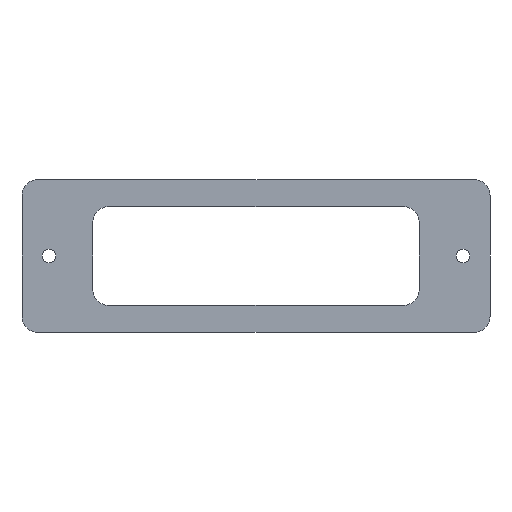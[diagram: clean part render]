
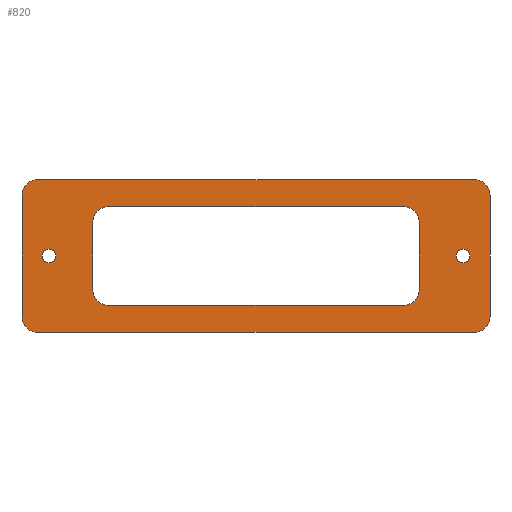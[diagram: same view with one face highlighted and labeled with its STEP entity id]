
A CAD part, top view. The second image highlights one B-rep face of the part: STEP entity #820.
In plain terms, the highlighted planar face has unit normal (0, 0, 1).
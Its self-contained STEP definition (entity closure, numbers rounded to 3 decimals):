
#285=DIRECTION('',(1.,0.,0.));
#286=VECTOR('',#285,92.5);
#287=CARTESIAN_POINT('',(27.25,39.5,2.));
#288=LINE('',#287,#286);
#292=CARTESIAN_POINT('',(27.25,34.5,2.));
#293=DIRECTION('',(0.,0.,-1.));
#294=DIRECTION('',(-1.,0.,0.));
#295=AXIS2_PLACEMENT_3D('',#292,#293,#294);
#300=DIRECTION('',(0.,1.,0.));
#301=VECTOR('',#300,21.);
#302=CARTESIAN_POINT('',(22.25,13.5,2.));
#303=LINE('',#302,#301);
#307=CARTESIAN_POINT('',(27.25,13.5,2.));
#308=DIRECTION('',(0.,0.,-1.));
#309=DIRECTION('',(0.,-1.,0.));
#310=AXIS2_PLACEMENT_3D('',#307,#308,#309);
#315=DIRECTION('',(-1.,0.,0.));
#316=VECTOR('',#315,92.5);
#317=CARTESIAN_POINT('',(119.75,8.5,2.));
#318=LINE('',#317,#316);
#322=CARTESIAN_POINT('',(119.75,13.5,2.));
#323=DIRECTION('',(0.,0.,-1.));
#324=DIRECTION('',(1.,0.,0.));
#325=AXIS2_PLACEMENT_3D('',#322,#323,#324);
#330=DIRECTION('',(0.,-1.,0.));
#331=VECTOR('',#330,21.);
#332=CARTESIAN_POINT('',(124.75,34.5,2.));
#333=LINE('',#332,#331);
#337=CARTESIAN_POINT('',(119.75,34.5,2.));
#338=DIRECTION('',(0.,0.,-1.));
#339=DIRECTION('',(0.,1.,0.));
#340=AXIS2_PLACEMENT_3D('',#337,#338,#339);
#345=CARTESIAN_POINT('',(138.5,24.,2.));
#346=DIRECTION('',(0.,0.,-1.));
#347=DIRECTION('',(-1.,0.,0.));
#348=AXIS2_PLACEMENT_3D('',#345,#346,#347);
#353=CARTESIAN_POINT('',(138.5,24.,2.));
#354=DIRECTION('',(0.,0.,-1.));
#355=DIRECTION('',(1.,0.,0.));
#356=AXIS2_PLACEMENT_3D('',#353,#354,#355);
#361=CARTESIAN_POINT('',(8.5,24.,2.));
#362=DIRECTION('',(0.,0.,-1.));
#363=DIRECTION('',(-1.,0.,0.));
#364=AXIS2_PLACEMENT_3D('',#361,#362,#363);
#369=CARTESIAN_POINT('',(8.5,24.,2.));
#370=DIRECTION('',(0.,0.,-1.));
#371=DIRECTION('',(1.,0.,0.));
#372=AXIS2_PLACEMENT_3D('',#369,#370,#371);
#377=CARTESIAN_POINT('',(142.,5.,2.));
#378=DIRECTION('',(0.,0.,-1.));
#379=DIRECTION('',(1.,0.,0.));
#380=AXIS2_PLACEMENT_3D('',#377,#378,#379);
#385=DIRECTION('',(-1.,0.,0.));
#386=VECTOR('',#385,137.);
#387=CARTESIAN_POINT('',(142.,0.,2.));
#388=LINE('',#387,#386);
#392=CARTESIAN_POINT('',(5.,5.,2.));
#393=DIRECTION('',(0.,0.,-1.));
#394=DIRECTION('',(0.,-1.,0.));
#395=AXIS2_PLACEMENT_3D('',#392,#393,#394);
#400=DIRECTION('',(0.,1.,0.));
#401=VECTOR('',#400,38.);
#402=CARTESIAN_POINT('',(0.,5.,2.));
#403=LINE('',#402,#401);
#407=CARTESIAN_POINT('',(5.,43.,2.));
#408=DIRECTION('',(0.,0.,-1.));
#409=DIRECTION('',(-1.,0.,0.));
#410=AXIS2_PLACEMENT_3D('',#407,#408,#409);
#415=DIRECTION('',(1.,0.,0.));
#416=VECTOR('',#415,137.);
#417=CARTESIAN_POINT('',(5.,48.,2.));
#418=LINE('',#417,#416);
#422=CARTESIAN_POINT('',(142.,43.,2.));
#423=DIRECTION('',(0.,0.,-1.));
#424=DIRECTION('',(0.,1.,0.));
#425=AXIS2_PLACEMENT_3D('',#422,#423,#424);
#430=DIRECTION('',(0.,-1.,0.));
#431=VECTOR('',#430,38.);
#432=CARTESIAN_POINT('',(147.,43.,2.));
#433=LINE('',#432,#431);
#545=CARTESIAN_POINT('',(27.25,39.5,2.));
#546=CARTESIAN_POINT('',(119.75,39.5,2.));
#547=VERTEX_POINT('',#545);
#548=VERTEX_POINT('',#546);
#549=CARTESIAN_POINT('',(124.75,34.5,2.));
#550=VERTEX_POINT('',#549);
#551=CARTESIAN_POINT('',(124.75,13.5,2.));
#552=VERTEX_POINT('',#551);
#553=CARTESIAN_POINT('',(119.75,8.5,2.));
#554=VERTEX_POINT('',#553);
#555=CARTESIAN_POINT('',(27.25,8.5,2.));
#556=VERTEX_POINT('',#555);
#557=CARTESIAN_POINT('',(22.25,13.5,2.));
#558=VERTEX_POINT('',#557);
#559=CARTESIAN_POINT('',(22.25,34.5,2.));
#560=VERTEX_POINT('',#559);
#565=CARTESIAN_POINT('',(136.35,24.,2.));
#566=CARTESIAN_POINT('',(140.65,24.,2.));
#567=VERTEX_POINT('',#565);
#568=VERTEX_POINT('',#566);
#573=CARTESIAN_POINT('',(6.35,24.,2.));
#574=CARTESIAN_POINT('',(10.65,24.,2.));
#575=VERTEX_POINT('',#573);
#576=VERTEX_POINT('',#574);
#581=CARTESIAN_POINT('',(147.,5.,2.));
#582=CARTESIAN_POINT('',(142.,0.,2.));
#583=VERTEX_POINT('',#581);
#584=VERTEX_POINT('',#582);
#587=CARTESIAN_POINT('',(5.,0.,2.));
#588=VERTEX_POINT('',#587);
#591=CARTESIAN_POINT('',(0.,5.,2.));
#592=VERTEX_POINT('',#591);
#595=CARTESIAN_POINT('',(0.,43.,2.));
#596=VERTEX_POINT('',#595);
#599=CARTESIAN_POINT('',(5.,48.,2.));
#600=VERTEX_POINT('',#599);
#603=CARTESIAN_POINT('',(142.,48.,2.));
#604=VERTEX_POINT('',#603);
#607=CARTESIAN_POINT('',(147.,43.,2.));
#608=VERTEX_POINT('',#607);
#775=CARTESIAN_POINT('',(0.,0.,2.));
#776=DIRECTION('',(0.,0.,1.));
#777=DIRECTION('',(1.,0.,0.));
#778=AXIS2_PLACEMENT_3D('',#775,#776,#777);
#779=PLANE('',#778);
#781=ORIENTED_EDGE('',*,*,#780,.T.);
#783=ORIENTED_EDGE('',*,*,#782,.T.);
#785=ORIENTED_EDGE('',*,*,#784,.T.);
#787=ORIENTED_EDGE('',*,*,#786,.T.);
#789=ORIENTED_EDGE('',*,*,#788,.T.);
#791=ORIENTED_EDGE('',*,*,#790,.T.);
#793=ORIENTED_EDGE('',*,*,#792,.T.);
#795=ORIENTED_EDGE('',*,*,#794,.T.);
#796=EDGE_LOOP('',(#781,#783,#785,#787,#789,#791,#793,#795));
#797=FACE_OUTER_BOUND('',#796,.F.);
#798=ORIENTED_EDGE('',*,*,#671,.F.);
#799=ORIENTED_EDGE('',*,*,#686,.F.);
#800=ORIENTED_EDGE('',*,*,#700,.F.);
#801=ORIENTED_EDGE('',*,*,#714,.F.);
#802=ORIENTED_EDGE('',*,*,#728,.F.);
#803=ORIENTED_EDGE('',*,*,#742,.F.);
#804=ORIENTED_EDGE('',*,*,#756,.F.);
#805=ORIENTED_EDGE('',*,*,#769,.F.);
#806=EDGE_LOOP('',(#798,#799,#800,#801,#802,#803,#804,#805));
#807=FACE_BOUND('',#806,.F.);
#809=ORIENTED_EDGE('',*,*,#808,.F.);
#811=ORIENTED_EDGE('',*,*,#810,.F.);
#812=EDGE_LOOP('',(#809,#811));
#813=FACE_BOUND('',#812,.F.);
#815=ORIENTED_EDGE('',*,*,#814,.F.);
#817=ORIENTED_EDGE('',*,*,#816,.F.);
#818=EDGE_LOOP('',(#815,#817));
#819=FACE_BOUND('',#818,.F.);
#820=ADVANCED_FACE('',(#797,#807,#813,#819),#779,.T.);
#296=CIRCLE('',#295,5.);
#311=CIRCLE('',#310,5.);
#326=CIRCLE('',#325,5.);
#341=CIRCLE('',#340,5.);
#349=CIRCLE('',#348,2.15);
#357=CIRCLE('',#356,2.15);
#365=CIRCLE('',#364,2.15);
#373=CIRCLE('',#372,2.15);
#381=CIRCLE('',#380,5.);
#396=CIRCLE('',#395,5.);
#411=CIRCLE('',#410,5.);
#426=CIRCLE('',#425,5.);
#671=EDGE_CURVE('',#547,#548,#288,.T.);
#686=EDGE_CURVE('',#560,#547,#296,.T.);
#700=EDGE_CURVE('',#558,#560,#303,.T.);
#714=EDGE_CURVE('',#556,#558,#311,.T.);
#728=EDGE_CURVE('',#554,#556,#318,.T.);
#742=EDGE_CURVE('',#552,#554,#326,.T.);
#756=EDGE_CURVE('',#550,#552,#333,.T.);
#769=EDGE_CURVE('',#548,#550,#341,.T.);
#780=EDGE_CURVE('',#583,#584,#381,.T.);
#782=EDGE_CURVE('',#584,#588,#388,.T.);
#784=EDGE_CURVE('',#588,#592,#396,.T.);
#786=EDGE_CURVE('',#592,#596,#403,.T.);
#788=EDGE_CURVE('',#596,#600,#411,.T.);
#790=EDGE_CURVE('',#600,#604,#418,.T.);
#792=EDGE_CURVE('',#604,#608,#426,.T.);
#794=EDGE_CURVE('',#608,#583,#433,.T.);
#808=EDGE_CURVE('',#567,#568,#349,.T.);
#810=EDGE_CURVE('',#568,#567,#357,.T.);
#814=EDGE_CURVE('',#575,#576,#365,.T.);
#816=EDGE_CURVE('',#576,#575,#373,.T.);
